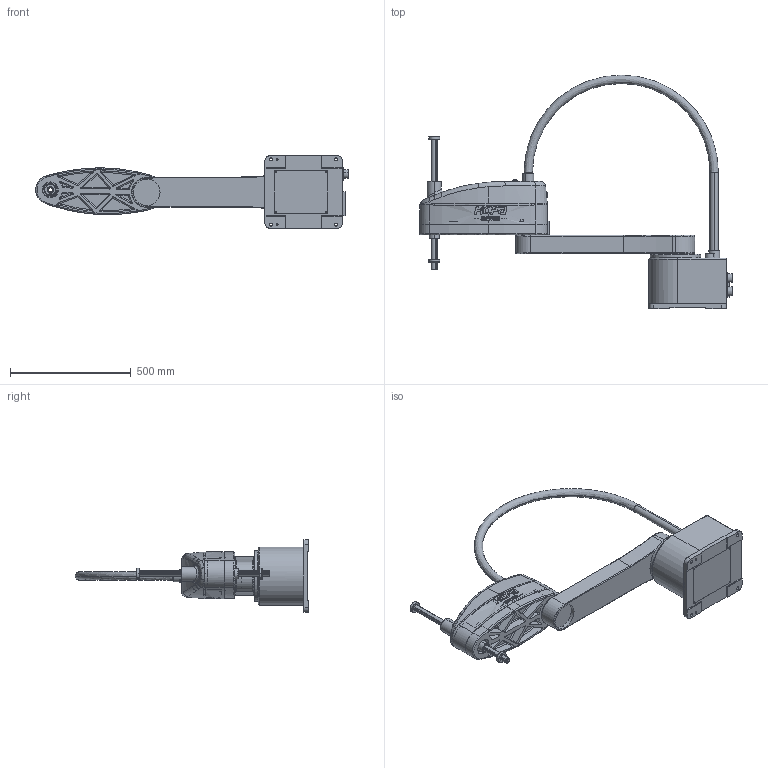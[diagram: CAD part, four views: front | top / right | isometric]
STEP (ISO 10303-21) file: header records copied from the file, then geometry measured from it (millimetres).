
FILE_DESCRIPTION (( 'STEP AP203' ), '1' );
FILE_NAME ('RHS1-20HA025P4-SS3.STEP', '2023-02-14T01:47:49', ( '桲漆韓' ), ( '' ), 'SwSTEP 2.0', 'SolidWorks 2020', '' );
FILE_SCHEMA (( 'CONFIG_CONTROL_DESIGN' ));
Length unit declared in the file: millimetre
Products named in the file (24): RHS1-20HA025P4-TGTS003000.A-XBI; RHS1-20HA025P4-2525ASpline2; RHS1-20HA025P4-DB15 Connector; RHS1-20HA025P4-button_400&650; RHS1-20HA025P4-SS3; RHS1-20HA025P4-2525A+213L Shaft; RHS1-20HA025P4-2525A+213L; RHS1-20HA025P4-TGTS001001.A-800DZ; RHS1-20HA025P4-TGTS002001.A-1000XBI; RHS1-20HA025P4-TGTS001003.A-800XDB; RHS1-20HA025P4-HCFAWK; RHS1-20HA025P4-TGTS001000.ADZZ; RHS1-20HA025P4-TGTS002000.A-DBI; RHS1-20HA025P4-TGTS001006.A-800ZXBAN; RHS1-20HA025P4-BOWENGUANJT; RHS1-20HA025P4-TGTS001002.A-800FLPAN; RHS1-20HA025P4-PG29; RHS1-20HA025P4-TGTS001008.A-800J1ZHCD; RHS1-20HA025P4-TGTS003001.A-800XBIYZ; RHS1-20HA025P4-FGDUTOU; RHS1-20HA025P4-TGTS003014.A -800XLGDB; RHS1-20HA025P4-D25-B12; RHS1-20HA025P4-BPM6; RHS1-20HA025P4-1000XCBWG
Assembly tree (28 placements, depth 4):
  RHS1-20HA025P4-SS3
    RHS1-20HA025P4-TGTS001000.ADZZ
      RHS1-20HA025P4-TGTS001001.A-800DZ
      RHS1-20HA025P4-TGTS001002.A-800FLPAN
      RHS1-20HA025P4-TGTS001003.A-800XDB
      RHS1-20HA025P4-TGTS001006.A-800ZXBAN
      RHS1-20HA025P4-TGTS001008.A-800J1ZHCD  x2
      RHS1-20HA025P4-BOWENGUANJT
      RHS1-20HA025P4-PG29  x2
      RHS1-20HA025P4-FGDUTOU
    RHS1-20HA025P4-1000XCBWG
    RHS1-20HA025P4-TGTS002000.A-DBI
      RHS1-20HA025P4-TGTS002001.A-1000XBI
    RHS1-20HA025P4-TGTS003000.A-XBI
      RHS1-20HA025P4-TGTS003001.A-800XBIYZ
      RHS1-20HA025P4-TGTS003014.A -800XLGDB
      RHS1-20HA025P4-BOWENGUANJT
      RHS1-20HA025P4-BPM6  x2
      RHS1-20HA025P4-DB15 Connector
      RHS1-20HA025P4-button_400&650
      RHS1-20HA025P4-2525A+213L
        RHS1-20HA025P4-2525A+213L Shaft
        RHS1-20HA025P4-2525ASpline2
        RHS1-20HA025P4-D25-B12  x2
      RHS1-20HA025P4-HCFAWK
Bounding box: 1294.85 x 968.25 x 300 mm (x, y, z)
Volume: 27318953.9 mm3; surface area: 2269559.1 mm2
Topology: 24 solids, 24 shells, 1848 faces, 4729 edges, 3011 vertices
Faces by surface type: cylinder 741, plane 670, bspline 270, cone 161, torus 6
Entity records: 73530 total; most frequent: CARTESIAN_POINT 32276, ORIENTED_EDGE 8394, DIRECTION 7522, EDGE_CURVE 4197, AXIS2_PLACEMENT_3D 2805, VERTEX_POINT 2714, EDGE_LOOP 1933, VECTOR 1912
